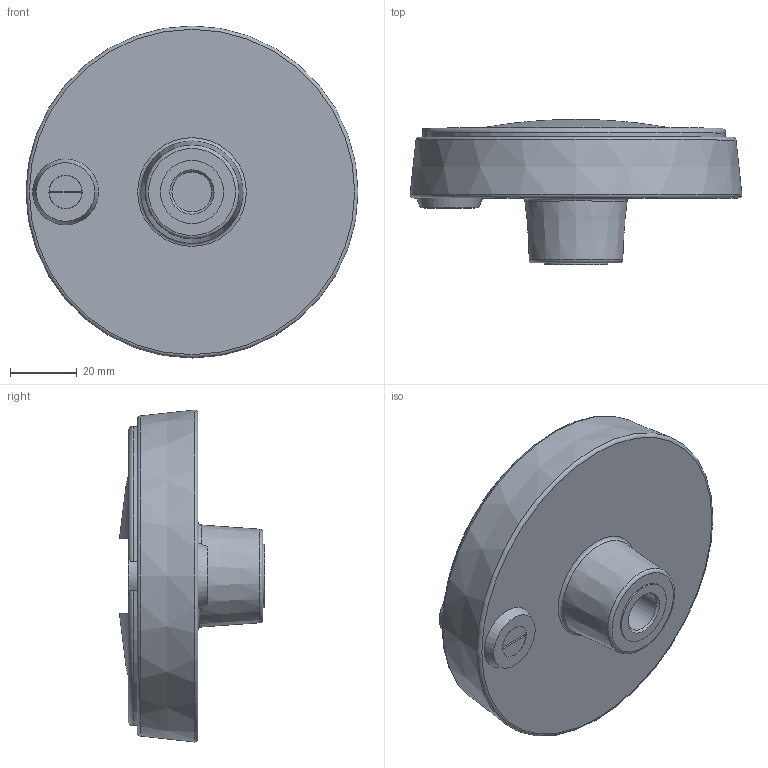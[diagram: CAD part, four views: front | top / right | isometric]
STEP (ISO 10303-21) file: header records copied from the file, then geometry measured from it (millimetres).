
FILE_DESCRIPTION( ( 'STEP AP214' ), '1' );
FILE_NAME( 'K0258.210012__GESCHLOSSEN_.stp', '2020-11-26T16:20:57', ( '' ), ( '' ), ' ', 'PARTsolutions', ' ' );
FILE_SCHEMA( ( 'AUTOMOTIVE_DESIGN { 1 0 10303 214 1 1 1 1 }' ) );
Length unit declared in the file: millimetre
Products named in the file (1): _K0258.210012_(GESCHLOSSEN)
Bounding box: 99.77 x 43.6 x 99.77 mm (x, y, z)
Volume: 149738.3 mm3; surface area: 29916 mm2
Topology: 1 solids, 1 shells, 70 faces, 173 edges, 112 vertices
Faces by surface type: plane 31, cylinder 22, cone 8, torus 7, sphere 2
Full cylindrical faces by diameter (mm): 3.22 x2, 3.6 x1, 4.134 x1, 5.74 x1, 10 x1, 11.52 x1, 12 x1, 13.3 x1, 17.1 x1, 19 x1
Entity records: 2862 total; most frequent: CARTESIAN_POINT 741, DIRECTION 323, ORIENTED_EDGE 284, EDGE_CURVE 142, AXIS2_PLACEMENT_3D 138, VERTEX_POINT 107, EDGE_LOOP 106, FACE_OUTER_BOUND 86
